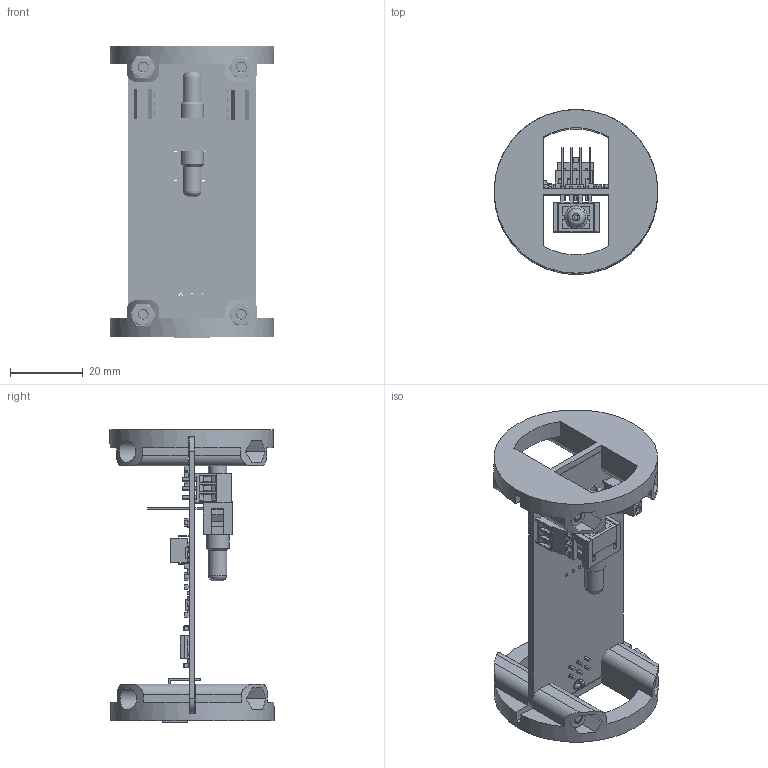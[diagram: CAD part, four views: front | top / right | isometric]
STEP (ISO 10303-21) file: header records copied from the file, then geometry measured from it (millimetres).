
FILE_DESCRIPTION(/* description */ (''),/* implementation_level */ '2;1');
FILE_NAME(/* name */ 'Assemblage PL V1 MSE v19.step',/* time_stamp */ '2023-07-28T15:49:32+02:00',/* author */ (''),/* organization */ (''),/* preprocessor_version */ 'ST-DEVELOPER v19.2',/* originating_system */ 'Autodesk Translation Framework v12.6.0.85',/* authorisation */ '');
FILE_SCHEMA (('AUTOMOTIVE_DESIGN { 1 0 10303 214 3 1 1 }'));
Length unit declared in the file: millimetre
Products named in the file (310): Assemblage PL V1 MSE; Porte_PCB_PlayLoad_n°1; MSE-PCB-N3; Board; Open CASCADE STEP translator 7.5 1.1.1; R47; 6223199984; 6223199984_1; 6223199744; R38; 6223198624; 6223198624_1; 6223198784; R36; 6223198624_2; 6223198624_3; 6223198784_1; R27; 6223198624_4; 6223198624_5; 6223198784_2; R26; 6223198624_6; 6223198624_7; 6223198784_3; R22; 6223198624_8; 6223198624_9; 6223198784_4; R21; 6223198624_10; 6223198624_11; 6223198784_5; R10; 6223198624_12; 6223198624_13; 6223198784_6; R7; 6223198624_14; 6223198624_15 ...
Assembly tree (511 placements, depth 5):
  Assemblage PL V1 MSE
    Porte_PCB_PlayLoad_n°1
      90592A085_Steel Hex Nut  x2
    MSE-PCB-N3
      Board
        Open CASCADE STEP translator 7.5 1.1.1
      R47
        6223199984
          Extruded
        6223199984_1
          Extruded
        6223199744
          Extruded (1)
      R38
        6223198624
          Extruded (2)
        6223198624_1
          Extruded (2)
        6223198784
          Extruded (3)
      R36
        6223198624_2
          Extruded (2)
        6223198624_3
          Extruded (2)
        6223198784_1
          Extruded (3)
      R27
        6223198624_4
          Extruded (2)
        6223198624_5
          Extruded (2)
        6223198784_2
          Extruded (3)
      R26
        6223198624_6
          Extruded (2)
        6223198624_7
          Extruded (2)
        6223198784_3
          Extruded (3)
      R22
        6223198624_8
          Extruded (2)
        6223198624_9
          Extruded (2)
        6223198784_4
          Extruded (3)
      R21
        6223198624_10
          Extruded (2)
        6223198624_11
          Extruded (2)
        6223198784_5
          Extruded (3)
      R10
        6223198624_12
          Extruded (2)
        6223198624_13
          Extruded (2)
Bounding box: 45 x 45.22 x 80.5 mm (x, y, z)
Volume: 20960.6 mm3; surface area: 22946.3 mm2
Topology: 235 solids, 235 shells, 3146 faces, 7597 edges, 4980 vertices
Faces by surface type: plane 2166, cylinder 822, cone 84, sphere 48, bspline 22, torus 4
Full cylindrical faces by diameter (mm): 0.9 x12, 1.016 x1, 1.02 x6, 1.17 x1, 1.2 x6, 1.93 x1, 1.981 x1, 2.1 x6, 2.35 x156, 3 x165, 3.2 x12, 5.029 x1, 5.08 x1, 5.5 x4, 6 x12, 6.35 x2, 45 x2
Entity records: 47158 total; most frequent: CARTESIAN_POINT 13844, DIRECTION 6740, ORIENTED_EDGE 5462, EDGE_CURVE 2731, AXIS2_PLACEMENT_3D 2403, LINE 1934, VECTOR 1934, VERTEX_POINT 1787
